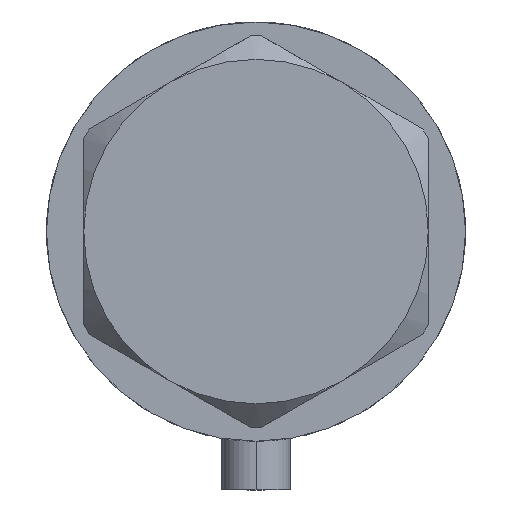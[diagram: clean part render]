
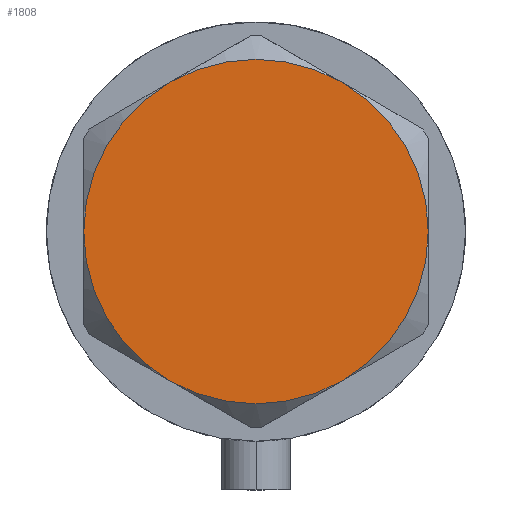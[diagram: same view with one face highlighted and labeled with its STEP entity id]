
A CAD part, left-side view. The second image highlights one B-rep face of the part: STEP entity #1808.
In plain terms, the highlighted face is planar.
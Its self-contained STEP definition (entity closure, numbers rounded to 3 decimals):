
#48 = FACE_OUTER_BOUND ( 'NONE', #3673, .T. ) ;
#122 = PLANE ( 'NONE',  #2975 ) ;
#236 = ORIENTED_EDGE ( 'NONE', *, *, #1671, .T. ) ;
#261 = AXIS2_PLACEMENT_3D ( 'NONE', #1221, #502, #1243 ) ;
#365 = EDGE_CURVE ( 'NONE', #819, #2111, #2679, .T. ) ;
#366 = DIRECTION ( 'NONE',  ( 1., 0., 0. ) ) ;
#456 = EDGE_CURVE ( 'NONE', #2853, #819, #3542, .T. ) ;
#489 = DIRECTION ( 'NONE',  ( 1., 0., 0. ) ) ;
#502 = DIRECTION ( 'NONE',  ( 0., 0., 1. ) ) ;
#819 = VERTEX_POINT ( 'NONE', #901 ) ;
#901 = CARTESIAN_POINT ( 'NONE',  ( 15., -25.981, 14.5 ) ) ;
#979 = CARTESIAN_POINT ( 'NONE',  ( 0., 0., 14.5 ) ) ;
#1127 = VERTEX_POINT ( 'NONE', #4384 ) ;
#1221 = CARTESIAN_POINT ( 'NONE',  ( 0., 0., 14.5 ) ) ;
#1222 = ORIENTED_EDGE ( 'NONE', *, *, #456, .T. ) ;
#1243 = DIRECTION ( 'NONE',  ( 1., 0., 0. ) ) ;
#1401 = ORIENTED_EDGE ( 'NONE', *, *, #365, .T. ) ;
#1517 = DIRECTION ( 'NONE',  ( 0., 0., 1. ) ) ;
#1523 = AXIS2_PLACEMENT_3D ( 'NONE', #2019, #3388, #4422 ) ;
#1671 = EDGE_CURVE ( 'NONE', #3679, #1127, #1963, .T. ) ;
#1808 = ADVANCED_FACE ( 'NONE', ( #48 ), #122, .T. ) ;
#1832 = CARTESIAN_POINT ( 'NONE',  ( 15., 25.981, 14.5 ) ) ;
#1963 = CIRCLE ( 'NONE', #3555, 30. ) ;
#1992 = ORIENTED_EDGE ( 'NONE', *, *, #3913, .T. ) ;
#1996 = CIRCLE ( 'NONE', #261, 30. ) ;
#2019 = CARTESIAN_POINT ( 'NONE',  ( 0., 0., 14.5 ) ) ;
#2066 = ORIENTED_EDGE ( 'NONE', *, *, #4331, .T. ) ;
#2092 = DIRECTION ( 'NONE',  ( 0., 0., 1. ) ) ;
#2111 = VERTEX_POINT ( 'NONE', #4445 ) ;
#2201 = EDGE_CURVE ( 'NONE', #1127, #2853, #3995, .T. ) ;
#2211 = CARTESIAN_POINT ( 'NONE',  ( 0., 0., 14.5 ) ) ;
#2360 = AXIS2_PLACEMENT_3D ( 'NONE', #2595, #1517, #3642 ) ;
#2495 = DIRECTION ( 'NONE',  ( 0., 0., 1. ) ) ;
#2595 = CARTESIAN_POINT ( 'NONE',  ( 0., 0., 14.5 ) ) ;
#2679 = CIRCLE ( 'NONE', #4272, 30. ) ;
#2853 = VERTEX_POINT ( 'NONE', #4067 ) ;
#2975 = AXIS2_PLACEMENT_3D ( 'NONE', #2211, #2495, #489 ) ;
#3205 = VERTEX_POINT ( 'NONE', #1832 ) ;
#3237 = ORIENTED_EDGE ( 'NONE', *, *, #2201, .T. ) ;
#3388 = DIRECTION ( 'NONE',  ( 0., 0., 1. ) ) ;
#3453 = DIRECTION ( 'NONE',  ( 0., 0., 1. ) ) ;
#3542 = CIRCLE ( 'NONE', #3986, 30. ) ;
#3555 = AXIS2_PLACEMENT_3D ( 'NONE', #979, #3453, #4425 ) ;
#3600 = DIRECTION ( 'NONE',  ( 1., 0., 0. ) ) ;
#3642 = DIRECTION ( 'NONE',  ( 1., 0., 0. ) ) ;
#3673 = EDGE_LOOP ( 'NONE', ( #1401, #1992, #2066, #236, #3237, #1222 ) ) ;
#3679 = VERTEX_POINT ( 'NONE', #4078 ) ;
#3863 = CARTESIAN_POINT ( 'NONE',  ( 0., 0., 14.5 ) ) ;
#3913 = EDGE_CURVE ( 'NONE', #2111, #3205, #1996, .T. ) ;
#3986 = AXIS2_PLACEMENT_3D ( 'NONE', #4344, #4274, #3600 ) ;
#3995 = CIRCLE ( 'NONE', #1523, 30. ) ;
#4067 = CARTESIAN_POINT ( 'NONE',  ( -15., -25.981, 14.5 ) ) ;
#4078 = CARTESIAN_POINT ( 'NONE',  ( -15., 25.981, 14.5 ) ) ;
#4272 = AXIS2_PLACEMENT_3D ( 'NONE', #3863, #2092, #366 ) ;
#4274 = DIRECTION ( 'NONE',  ( 0., 0., 1. ) ) ;
#4313 = CIRCLE ( 'NONE', #2360, 30. ) ;
#4331 = EDGE_CURVE ( 'NONE', #3205, #3679, #4313, .T. ) ;
#4344 = CARTESIAN_POINT ( 'NONE',  ( 0., 0., 14.5 ) ) ;
#4384 = CARTESIAN_POINT ( 'NONE',  ( -30., 0., 14.5 ) ) ;
#4422 = DIRECTION ( 'NONE',  ( 1., 0., 0. ) ) ;
#4425 = DIRECTION ( 'NONE',  ( 1., 0., 0. ) ) ;
#4445 = CARTESIAN_POINT ( 'NONE',  ( 30., 0., 14.5 ) ) ;
